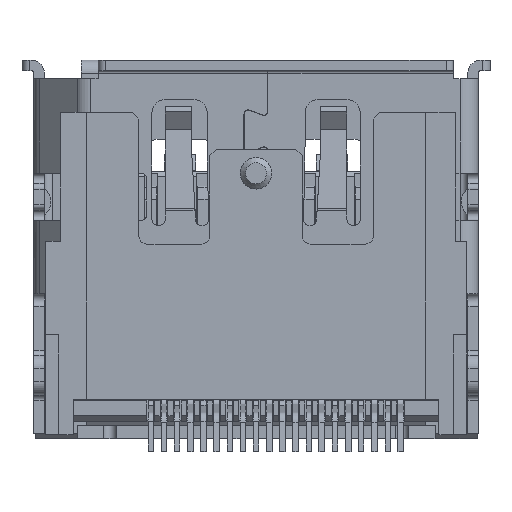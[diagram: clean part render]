
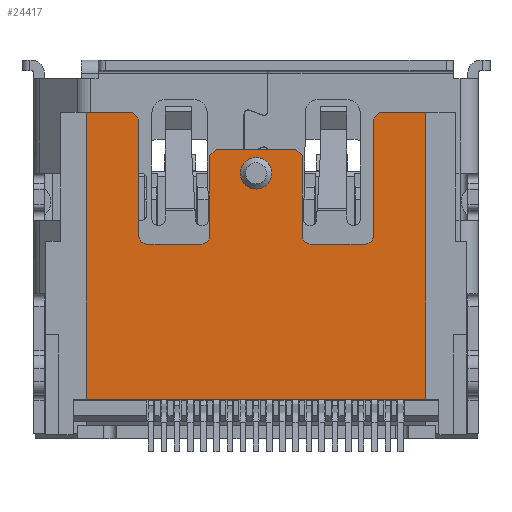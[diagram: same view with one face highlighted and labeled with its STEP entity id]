
A CAD part, front view. The second image highlights one B-rep face of the part: STEP entity #24417.
In plain terms, the highlighted planar face has unit normal (0, -1, 0).
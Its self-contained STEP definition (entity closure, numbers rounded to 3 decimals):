
#55=FACE_BOUND('',#2989,.T.);
#345=PLANE('',#25934);
#1737=FACE_OUTER_BOUND('',#2988,.T.);
#2988=EDGE_LOOP('',(#19212,#19213,#19214,#19215,#19216,#19217,#19218,#19219,
#19220,#19221,#19222,#19223,#19224,#19225,#19226,#19227,#19228,#19229,#19230,
#19231));
#2989=EDGE_LOOP('',(#19232));
#4803=LINE('',#36169,#7884);
#4807=LINE('',#36177,#7888);
#4810=LINE('',#36182,#7891);
#4812=LINE('',#36186,#7893);
#4815=LINE('',#36194,#7896);
#4818=LINE('',#36202,#7899);
#4820=LINE('',#36206,#7901);
#4822=LINE('',#36210,#7903);
#4825=LINE('',#36217,#7906);
#4827=LINE('',#36221,#7908);
#4829=LINE('',#36225,#7910);
#4832=LINE('',#36233,#7913);
#4835=LINE('',#36241,#7916);
#4836=LINE('',#36243,#7917);
#4852=LINE('',#36276,#7933);
#5101=LINE('',#36789,#8182);
#7884=VECTOR('',#29285,1000.);
#7888=VECTOR('',#29293,1000.);
#7891=VECTOR('',#29298,1000.);
#7893=VECTOR('',#29302,1000.);
#7896=VECTOR('',#29311,1000.);
#7899=VECTOR('',#29320,1000.);
#7901=VECTOR('',#29324,1000.);
#7903=VECTOR('',#29328,1000.);
#7906=VECTOR('',#29337,1000.);
#7908=VECTOR('',#29341,1000.);
#7910=VECTOR('',#29345,1000.);
#7913=VECTOR('',#29354,1000.);
#7916=VECTOR('',#29363,1000.);
#7917=VECTOR('',#29366,1000.);
#7933=VECTOR('',#29400,1000.);
#8182=VECTOR('',#29709,1000.);
#9972=CIRCLE('',#25264,0.6);
#10200=CIRCLE('',#25877,0.3);
#10201=CIRCLE('',#25880,0.3);
#10202=CIRCLE('',#25890,0.3);
#10203=CIRCLE('',#25893,0.3);
#10515=VERTEX_POINT('',#33686);
#11380=VERTEX_POINT('',#36166);
#11381=VERTEX_POINT('',#36168);
#11382=VERTEX_POINT('',#36174);
#11383=VERTEX_POINT('',#36176);
#11384=VERTEX_POINT('',#36180);
#11385=VERTEX_POINT('',#36184);
#11386=VERTEX_POINT('',#36188);
#11387=VERTEX_POINT('',#36192);
#11388=VERTEX_POINT('',#36196);
#11389=VERTEX_POINT('',#36200);
#11390=VERTEX_POINT('',#36204);
#11391=VERTEX_POINT('',#36208);
#11392=VERTEX_POINT('',#36215);
#11393=VERTEX_POINT('',#36219);
#11394=VERTEX_POINT('',#36223);
#11395=VERTEX_POINT('',#36227);
#11396=VERTEX_POINT('',#36231);
#11397=VERTEX_POINT('',#36235);
#11398=VERTEX_POINT('',#36239);
#11406=VERTEX_POINT('',#36274);
#12902=EDGE_CURVE('',#10515,#10515,#9972,.T.);
#14146=EDGE_CURVE('',#11380,#11381,#4803,.T.);
#14150=EDGE_CURVE('',#11383,#11382,#4807,.T.);
#14153=EDGE_CURVE('',#11382,#11384,#4810,.T.);
#14155=EDGE_CURVE('',#11384,#11385,#4812,.T.);
#14157=EDGE_CURVE('',#11385,#11386,#10200,.T.);
#14159=EDGE_CURVE('',#11386,#11387,#4815,.T.);
#14161=EDGE_CURVE('',#11387,#11388,#10201,.T.);
#14163=EDGE_CURVE('',#11388,#11389,#4818,.T.);
#14165=EDGE_CURVE('',#11389,#11390,#4820,.T.);
#14167=EDGE_CURVE('',#11391,#11390,#4822,.T.);
#14170=EDGE_CURVE('',#11392,#11380,#4825,.T.);
#14172=EDGE_CURVE('',#11392,#11393,#4827,.T.);
#14174=EDGE_CURVE('',#11393,#11394,#4829,.T.);
#14176=EDGE_CURVE('',#11394,#11395,#10202,.T.);
#14178=EDGE_CURVE('',#11395,#11396,#4832,.T.);
#14180=EDGE_CURVE('',#11396,#11397,#10203,.T.);
#14182=EDGE_CURVE('',#11397,#11398,#4835,.T.);
#14183=EDGE_CURVE('',#11398,#11383,#4836,.T.);
#14199=EDGE_CURVE('',#11406,#11391,#4852,.T.);
#14463=EDGE_CURVE('',#11406,#11381,#5101,.T.);
#19212=ORIENTED_EDGE('',*,*,#14146,.F.);
#19213=ORIENTED_EDGE('',*,*,#14170,.F.);
#19214=ORIENTED_EDGE('',*,*,#14172,.T.);
#19215=ORIENTED_EDGE('',*,*,#14174,.T.);
#19216=ORIENTED_EDGE('',*,*,#14176,.T.);
#19217=ORIENTED_EDGE('',*,*,#14178,.T.);
#19218=ORIENTED_EDGE('',*,*,#14180,.T.);
#19219=ORIENTED_EDGE('',*,*,#14182,.T.);
#19220=ORIENTED_EDGE('',*,*,#14183,.T.);
#19221=ORIENTED_EDGE('',*,*,#14150,.T.);
#19222=ORIENTED_EDGE('',*,*,#14153,.T.);
#19223=ORIENTED_EDGE('',*,*,#14155,.T.);
#19224=ORIENTED_EDGE('',*,*,#14157,.T.);
#19225=ORIENTED_EDGE('',*,*,#14159,.T.);
#19226=ORIENTED_EDGE('',*,*,#14161,.T.);
#19227=ORIENTED_EDGE('',*,*,#14163,.T.);
#19228=ORIENTED_EDGE('',*,*,#14165,.T.);
#19229=ORIENTED_EDGE('',*,*,#14167,.F.);
#19230=ORIENTED_EDGE('',*,*,#14199,.F.);
#19231=ORIENTED_EDGE('',*,*,#14463,.T.);
#19232=ORIENTED_EDGE('',*,*,#12902,.T.);
#24417=ADVANCED_FACE('',(#1737,#55),#345,.T.);
#25264=AXIS2_PLACEMENT_3D('',#33688,#27078,#27079);
#25877=AXIS2_PLACEMENT_3D('',#36190,#29306,#29307);
#25880=AXIS2_PLACEMENT_3D('',#36198,#29315,#29316);
#25890=AXIS2_PLACEMENT_3D('',#36229,#29349,#29350);
#25893=AXIS2_PLACEMENT_3D('',#36237,#29358,#29359);
#25934=AXIS2_PLACEMENT_3D('',#36788,#29707,#29708);
#27078=DIRECTION('center_axis',(0.,1.,0.));
#27079=DIRECTION('ref_axis',(0.,0.,-1.));
#29285=DIRECTION('',(0.,0.,-1.));
#29293=DIRECTION('',(-1.,0.,0.));
#29298=DIRECTION('',(-0.707,0.,-0.707));
#29302=DIRECTION('',(0.,0.,-1.));
#29306=DIRECTION('center_axis',(0.,1.,0.));
#29307=DIRECTION('ref_axis',(0.,0.,-1.));
#29311=DIRECTION('',(-1.,0.,0.));
#29315=DIRECTION('center_axis',(0.,1.,0.));
#29316=DIRECTION('ref_axis',(0.,0.,-1.));
#29320=DIRECTION('',(0.,0.,1.));
#29324=DIRECTION('',(-0.707,0.,0.707));
#29328=DIRECTION('',(1.,0.,0.));
#29337=DIRECTION('',(1.,0.,0.));
#29341=DIRECTION('',(-0.707,0.,-0.707));
#29345=DIRECTION('',(0.,0.,-1.));
#29349=DIRECTION('center_axis',(0.,1.,0.));
#29350=DIRECTION('ref_axis',(0.,0.,-1.));
#29354=DIRECTION('',(-1.,0.,0.));
#29358=DIRECTION('center_axis',(0.,1.,0.));
#29359=DIRECTION('ref_axis',(0.,0.,-1.));
#29363=DIRECTION('',(0.,0.,1.));
#29366=DIRECTION('',(-0.707,0.,0.707));
#29400=DIRECTION('',(0.,0.,1.));
#29707=DIRECTION('center_axis',(0.,-1.,0.));
#29708=DIRECTION('ref_axis',(0.,0.,-1.));
#29709=DIRECTION('',(1.,0.,0.));
#33686=CARTESIAN_POINT('',(0.,-3.4,-3.));
#33688=CARTESIAN_POINT('Origin',(0.,-3.4,-3.6));
#36166=CARTESIAN_POINT('',(6.45,-3.4,-1.29));
#36168=CARTESIAN_POINT('',(6.45,-3.4,-12.19));
#36169=CARTESIAN_POINT('',(6.45,-3.4,-13.69));
#36174=CARTESIAN_POINT('',(-1.51,-3.4,-2.69));
#36176=CARTESIAN_POINT('',(1.51,-3.4,-2.69));
#36177=CARTESIAN_POINT('',(-1.51,-3.4,-2.69));
#36180=CARTESIAN_POINT('',(-1.76,-3.4,-2.94));
#36182=CARTESIAN_POINT('',(-1.76,-3.4,-2.94));
#36184=CARTESIAN_POINT('',(-1.76,-3.4,-5.99));
#36186=CARTESIAN_POINT('',(-1.76,-3.4,-5.99));
#36188=CARTESIAN_POINT('',(-2.06,-3.4,-6.29));
#36190=CARTESIAN_POINT('Origin',(-2.06,-3.4,-5.99));
#36192=CARTESIAN_POINT('',(-4.15,-3.4,-6.29));
#36194=CARTESIAN_POINT('',(-4.15,-3.4,-6.29));
#36196=CARTESIAN_POINT('',(-4.45,-3.4,-5.99));
#36198=CARTESIAN_POINT('Origin',(-4.15,-3.4,-5.99));
#36200=CARTESIAN_POINT('',(-4.45,-3.4,-1.54));
#36202=CARTESIAN_POINT('',(-4.45,-3.4,-1.54));
#36204=CARTESIAN_POINT('',(-4.7,-3.4,-1.29));
#36206=CARTESIAN_POINT('',(-4.7,-3.4,-1.29));
#36208=CARTESIAN_POINT('',(-6.45,-3.4,-1.29));
#36210=CARTESIAN_POINT('',(0.,-3.4,-1.29));
#36215=CARTESIAN_POINT('',(4.7,-3.4,-1.29));
#36217=CARTESIAN_POINT('',(0.,-3.4,-1.29));
#36219=CARTESIAN_POINT('',(4.45,-3.4,-1.54));
#36221=CARTESIAN_POINT('',(4.45,-3.4,-1.54));
#36223=CARTESIAN_POINT('',(4.45,-3.4,-5.99));
#36225=CARTESIAN_POINT('',(4.45,-3.4,-5.99));
#36227=CARTESIAN_POINT('',(4.15,-3.4,-6.29));
#36229=CARTESIAN_POINT('Origin',(4.15,-3.4,-5.99));
#36231=CARTESIAN_POINT('',(2.06,-3.4,-6.29));
#36233=CARTESIAN_POINT('',(2.06,-3.4,-6.29));
#36235=CARTESIAN_POINT('',(1.76,-3.4,-5.99));
#36237=CARTESIAN_POINT('Origin',(2.06,-3.4,-5.99));
#36239=CARTESIAN_POINT('',(1.76,-3.4,-2.94));
#36241=CARTESIAN_POINT('',(1.76,-3.4,-2.94));
#36243=CARTESIAN_POINT('',(1.51,-3.4,-2.69));
#36274=CARTESIAN_POINT('',(-6.45,-3.4,-12.19));
#36276=CARTESIAN_POINT('',(-6.45,-3.4,-13.69));
#36788=CARTESIAN_POINT('Origin',(-6.45,-3.4,-13.69));
#36789=CARTESIAN_POINT('',(-6.45,-3.4,-12.19));
